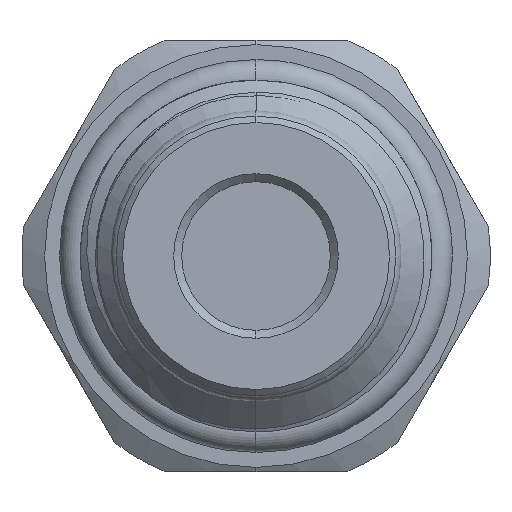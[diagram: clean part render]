
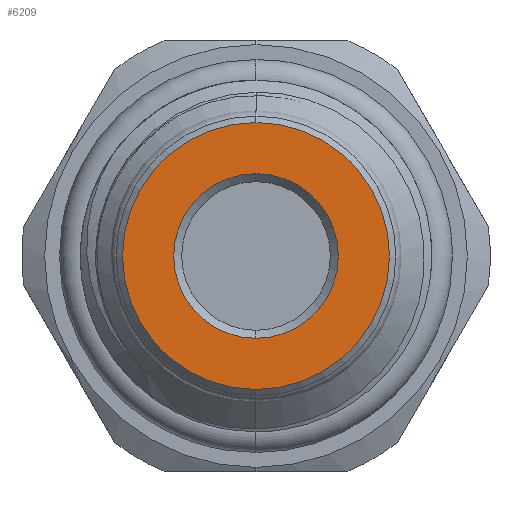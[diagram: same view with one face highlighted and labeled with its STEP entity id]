
A CAD part, left-side view. The second image highlights one B-rep face of the part: STEP entity #6209.
In plain terms, the highlighted planar face has unit normal (-1, 0, 0).
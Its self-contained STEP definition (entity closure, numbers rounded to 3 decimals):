
#54 = AXIS2_PLACEMENT_3D ( 'NONE', #7546, #2908, #11973 ) ;
#1007 = DIRECTION ( 'NONE',  ( 1., 0., 0. ) ) ;
#1144 = DIRECTION ( 'NONE',  ( 0., 0., -1. ) ) ;
#1147 = CARTESIAN_POINT ( 'NONE',  ( -70.3, 0., 0. ) ) ;
#1182 = ORIENTED_EDGE ( 'NONE', *, *, #1472, .F. ) ;
#1472 = EDGE_CURVE ( 'NONE', #10495, #6866, #12062, .T. ) ;
#2136 = CARTESIAN_POINT ( 'NONE',  ( -70.3, 0., 0. ) ) ;
#2520 = CARTESIAN_POINT ( 'NONE',  ( -70.3, 0., -8.35 ) ) ;
#2908 = DIRECTION ( 'NONE',  ( 1., 0., 0. ) ) ;
#3209 = ORIENTED_EDGE ( 'NONE', *, *, #3274, .T. ) ;
#3274 = EDGE_CURVE ( 'NONE', #4701, #4050, #10183, .T. ) ;
#3286 = DIRECTION ( 'NONE',  ( 0., 0., -1. ) ) ;
#3515 = ORIENTED_EDGE ( 'NONE', *, *, #6574, .T. ) ;
#3561 = AXIS2_PLACEMENT_3D ( 'NONE', #2136, #7813, #13448 ) ;
#4050 = VERTEX_POINT ( 'NONE', #14149 ) ;
#4122 = EDGE_LOOP ( 'NONE', ( #1182, #13590 ) ) ;
#4701 = VERTEX_POINT ( 'NONE', #6621 ) ;
#4750 = DIRECTION ( 'NONE',  ( 0., 0., -1. ) ) ;
#5128 = AXIS2_PLACEMENT_3D ( 'NONE', #6640, #1007, #3286 ) ;
#5625 = EDGE_CURVE ( 'NONE', #6866, #10495, #11278, .T. ) ;
#6209 = ADVANCED_FACE ( 'NONE', ( #14111, #7107 ), #13404, .F. ) ;
#6574 = EDGE_CURVE ( 'NONE', #4050, #4701, #13342, .T. ) ;
#6621 = CARTESIAN_POINT ( 'NONE',  ( -70.3, 0., -5.15 ) ) ;
#6640 = CARTESIAN_POINT ( 'NONE',  ( -70.3, 8.35, 0. ) ) ;
#6847 = DIRECTION ( 'NONE',  ( 1., 0., 0. ) ) ;
#6866 = VERTEX_POINT ( 'NONE', #7146 ) ;
#6868 = AXIS2_PLACEMENT_3D ( 'NONE', #14636, #13539, #1144 ) ;
#7107 = FACE_OUTER_BOUND ( 'NONE', #4122, .T. ) ;
#7146 = CARTESIAN_POINT ( 'NONE',  ( -70.3, 0., 8.35 ) ) ;
#7546 = CARTESIAN_POINT ( 'NONE',  ( -70.3, 0., 0. ) ) ;
#7813 = DIRECTION ( 'NONE',  ( 1., 0., 0. ) ) ;
#7929 = EDGE_LOOP ( 'NONE', ( #3515, #3209 ) ) ;
#10183 = CIRCLE ( 'NONE', #3561, 5.15 ) ;
#10495 = VERTEX_POINT ( 'NONE', #2520 ) ;
#11167 = AXIS2_PLACEMENT_3D ( 'NONE', #1147, #6847, #4750 ) ;
#11278 = CIRCLE ( 'NONE', #54, 8.35 ) ;
#11973 = DIRECTION ( 'NONE',  ( 0., 0., -1. ) ) ;
#12062 = CIRCLE ( 'NONE', #11167, 8.35 ) ;
#13342 = CIRCLE ( 'NONE', #6868, 5.15 ) ;
#13404 = PLANE ( 'NONE',  #5128 ) ;
#13448 = DIRECTION ( 'NONE',  ( 0., 0., -1. ) ) ;
#13539 = DIRECTION ( 'NONE',  ( 1., 0., 0. ) ) ;
#13590 = ORIENTED_EDGE ( 'NONE', *, *, #5625, .F. ) ;
#14111 = FACE_BOUND ( 'NONE', #7929, .T. ) ;
#14149 = CARTESIAN_POINT ( 'NONE',  ( -70.3, 0., 5.15 ) ) ;
#14636 = CARTESIAN_POINT ( 'NONE',  ( -70.3, 0., 0. ) ) ;
